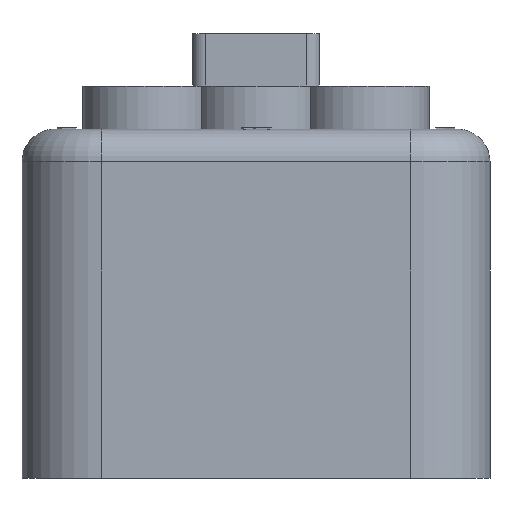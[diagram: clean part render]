
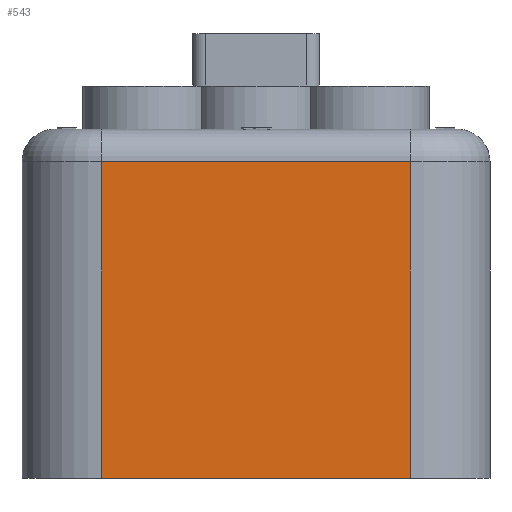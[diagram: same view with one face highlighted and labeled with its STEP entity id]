
A CAD part, front view. The second image highlights one B-rep face of the part: STEP entity #543.
In plain terms, the highlighted planar face has unit normal (0, -1, 0).
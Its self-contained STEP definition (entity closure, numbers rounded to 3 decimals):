
#543=ADVANCED_FACE('',(#1536),#1088,.T.);
#1088=PLANE('',#10930);
#1536=FACE_OUTER_BOUND('',#2124,.T.);
#2124=EDGE_LOOP('',(#3377,#3378,#3379,#3380));
#3377=ORIENTED_EDGE('',*,*,#7257,.T.);
#3378=ORIENTED_EDGE('',*,*,#7258,.F.);
#3379=ORIENTED_EDGE('',*,*,#7259,.F.);
#3380=ORIENTED_EDGE('',*,*,#7238,.F.);
#6159=VERTEX_POINT('',#15670);
#6160=VERTEX_POINT('',#15672);
#6167=VERTEX_POINT('',#15706);
#6168=VERTEX_POINT('',#15710);
#7238=EDGE_CURVE('',#6159,#6160,#8675,.T.);
#7257=EDGE_CURVE('',#6159,#6167,#8688,.T.);
#7258=EDGE_CURVE('',#6168,#6167,#8689,.T.);
#7259=EDGE_CURVE('',#6160,#6168,#8690,.T.);
#8675=LINE('',#15671,#9981);
#8688=LINE('',#15707,#9994);
#8689=LINE('',#15709,#9995);
#8690=LINE('',#15711,#9996);
#9981=VECTOR('',#12445,1.);
#9994=VECTOR('',#12488,1.);
#9995=VECTOR('',#12491,1.);
#9996=VECTOR('',#12492,1.);
#10930=AXIS2_PLACEMENT_3D('',#15712,#12493,#12494);
#12445=DIRECTION('',(-1.,0.,0.));
#12488=DIRECTION('',(0.,0.,1.));
#12491=DIRECTION('',(1.,0.,0.));
#12492=DIRECTION('',(0.,0.,1.));
#12493=DIRECTION('',(0.,-1.,0.));
#12494=DIRECTION('',(-1.,0.,0.));
#15670=CARTESIAN_POINT('',(11.8,-19.3,0.));
#15671=CARTESIAN_POINT('',(18.1,-19.3,0.));
#15672=CARTESIAN_POINT('',(-11.8,-19.3,0.));
#15706=CARTESIAN_POINT('',(11.8,-19.3,24.2));
#15707=CARTESIAN_POINT('',(11.8,-19.3,0.3));
#15709=CARTESIAN_POINT('',(-11.8,-19.3,24.2));
#15710=CARTESIAN_POINT('',(-11.8,-19.3,24.2));
#15711=CARTESIAN_POINT('',(-11.8,-19.3,0.3));
#15712=CARTESIAN_POINT('',(12.3,-19.3,24.7));
